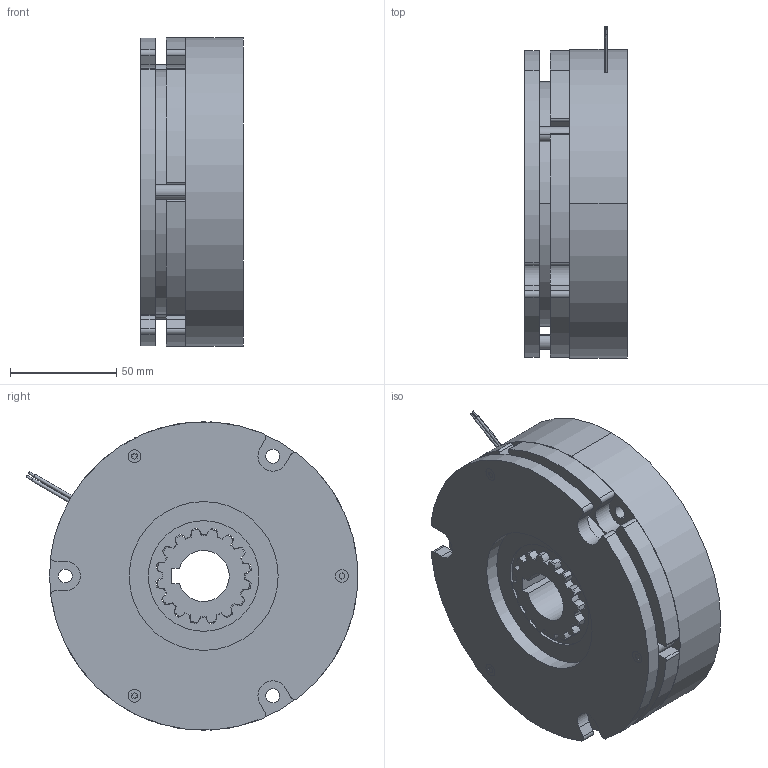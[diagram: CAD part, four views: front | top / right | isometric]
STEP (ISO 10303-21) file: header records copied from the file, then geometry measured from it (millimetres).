
FILE_DESCRIPTION (( 'STEP AP203' ), '1' );
FILE_NAME ('571_TSEB_WebAssy.STEP', '2020-07-15T15:30:13', ( '' ), ( '' ), 'SwSTEP 2.0', 'SolidWorks 2020', '' );
FILE_SCHEMA (( 'CONFIG_CONTROL_DESIGN' ));
Length unit declared in the file: inch
Products named in the file (1): 571_TSEB_WebAssy
Bounding box: 48.15 x 155.96 x 145 mm (x, y, z)
Volume: 663458.6 mm3; surface area: 142489.8 mm2
Topology: 13 solids, 13 shells, 394 faces, 1063 edges, 705 vertices
Faces by surface type: cylinder 239, cone 80, plane 75
Entity records: 12881 total; most frequent: CARTESIAN_POINT 2559, DIRECTION 2280, ORIENTED_EDGE 2126, EDGE_CURVE 1063, AXIS2_PLACEMENT_3D 954, VERTEX_POINT 705, CIRCLE 559, EDGE_LOOP 432
